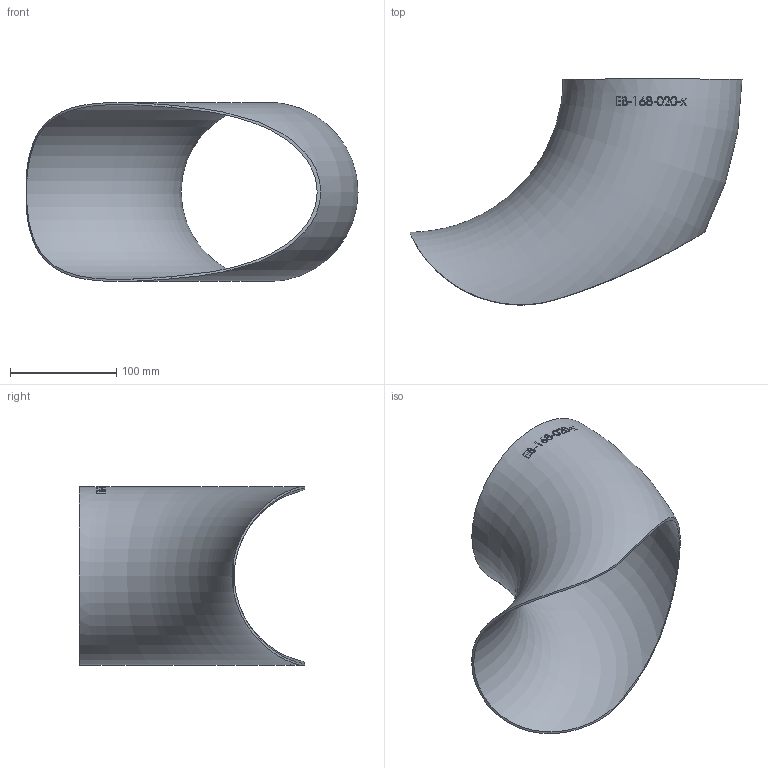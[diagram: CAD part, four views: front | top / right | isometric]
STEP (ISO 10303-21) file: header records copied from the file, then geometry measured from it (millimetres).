
FILE_DESCRIPTION (( 'STEP AP214' ), '1' );
FILE_NAME ('EB-168-020-x Einschweissbogen 2210.STEP', '2022-10-10T12:35:02', ( '' ), ( '' ), 'SwSTEP 2.0', 'SolidWorks 2019', '' );
FILE_SCHEMA (( 'AUTOMOTIVE_DESIGN' ));
Length unit declared in the file: millimetre
Products named in the file (1): EB-168-020-x Einschweissbogen 2210
Bounding box: 312.15 x 212.24 x 168.3 mm (x, y, z)
Volume: 231347.1 mm3; surface area: 234849.7 mm2
Topology: 1 solids, 1 shells, 144 faces, 376 edges, 252 vertices
Faces by surface type: bspline 120, torus 21, plane 2, cylinder 1
Entity records: 23779 total; most frequent: CARTESIAN_POINT 19852, ORIENTED_EDGE 744, EDGE_CURVE 372, B_SPLINE_CURVE_WITH_KNOTS 366, VERTEX_POINT 250, EDGE_LOOP 166, FACE_OUTER_BOUND 146, ADVANCED_FACE 144
